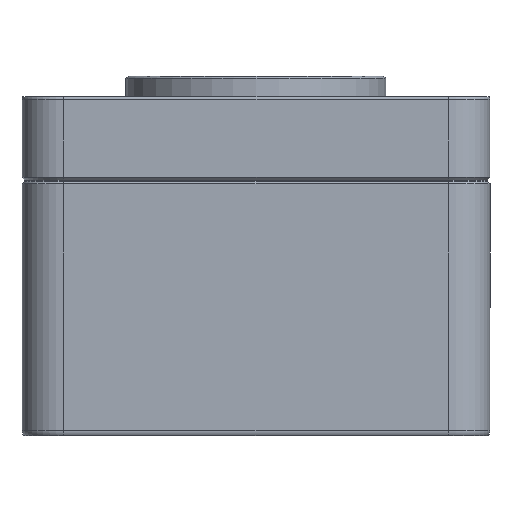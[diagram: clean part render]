
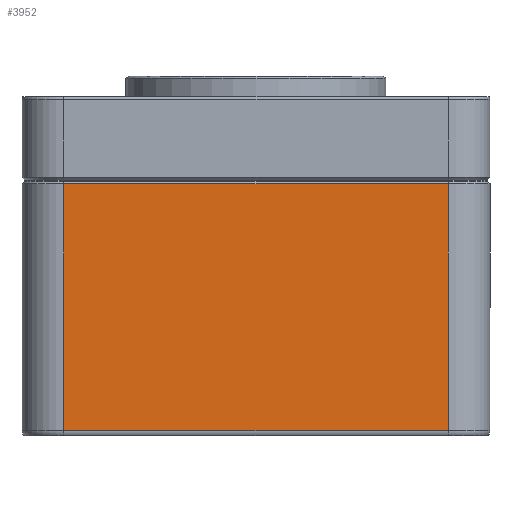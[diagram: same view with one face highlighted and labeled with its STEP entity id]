
A CAD part, front view. The second image highlights one B-rep face of the part: STEP entity #3952.
In plain terms, the highlighted planar face has unit normal (0, -1, 0).
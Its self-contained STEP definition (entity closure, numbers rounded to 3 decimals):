
#3303=CARTESIAN_POINT('',(-37.,-135.0,-48.));
#3304=VERTEX_POINT('',#3303);
#3354=CARTESIAN_POINT('',(37.,-135.0,-48.));
#3355=VERTEX_POINT('',#3354);
#3363=CARTESIAN_POINT('',(-37.,-135.0,-48.));
#3364=DIRECTION('',(1.0,0.0,0.0));
#3365=VECTOR('',#3364,74.);
#3366=LINE('',#3363,#3365);
#3367=EDGE_CURVE('',#3304,#3355,#3366,.T.);
#3483=CARTESIAN_POINT('',(37.,-135.0,-0.5));
#3484=VERTEX_POINT('',#3483);
#3515=CARTESIAN_POINT('',(-37.,-135.0,-0.5));
#3516=VERTEX_POINT('',#3515);
#3523=CARTESIAN_POINT('',(37.,-135.0,-0.5));
#3524=DIRECTION('',(-1.0,0.0,0.0));
#3525=VECTOR('',#3524,74.);
#3526=LINE('',#3523,#3525);
#3527=EDGE_CURVE('',#3484,#3516,#3526,.T.);
#3926=CARTESIAN_POINT('',(37.,-135.0,-48.));
#3927=DIRECTION('',(0.0,0.0,1.0));
#3928=VECTOR('',#3927,47.5);
#3929=LINE('',#3926,#3928);
#3930=EDGE_CURVE('',#3355,#3484,#3929,.T.);
#3936=CARTESIAN_POINT('',(-37.,-135.0,-39.5));
#3937=DIRECTION('',(0.0,-1.0,0.0));
#3938=DIRECTION('',(0.0,0.0,-1.0));
#3939=AXIS2_PLACEMENT_3D('',#3936,#3937,#3938);
#3940=PLANE('',#3939);
#3941=ORIENTED_EDGE('',*,*,#3930,.T.);
#3942=ORIENTED_EDGE('',*,*,#3527,.T.);
#3943=CARTESIAN_POINT('',(-37.,-135.0,-48.));
#3944=DIRECTION('',(0.0,0.0,1.0));
#3945=VECTOR('',#3944,47.5);
#3946=LINE('',#3943,#3945);
#3947=EDGE_CURVE('',#3304,#3516,#3946,.T.);
#3948=ORIENTED_EDGE('',*,*,#3947,.F.);
#3949=ORIENTED_EDGE('',*,*,#3367,.T.);
#3950=EDGE_LOOP('',(#3941,#3942,#3948,#3949));
#3951=FACE_OUTER_BOUND('',#3950,.T.);
#3952=ADVANCED_FACE('',(#3951),#3940,.T.);
